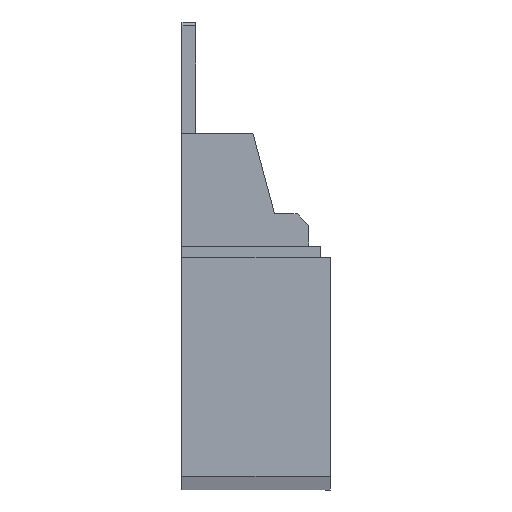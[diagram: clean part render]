
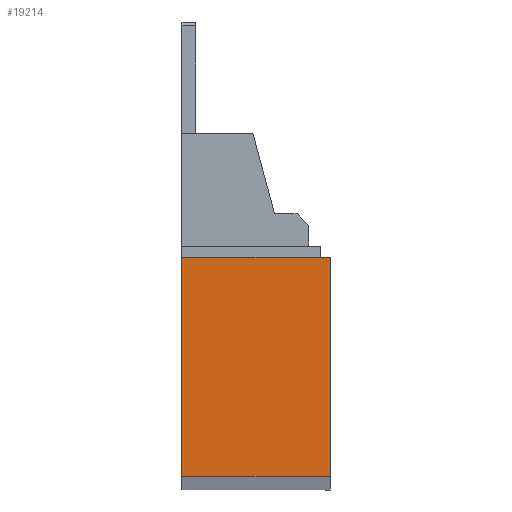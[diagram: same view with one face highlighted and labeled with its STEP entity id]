
A CAD part, top view. The second image highlights one B-rep face of the part: STEP entity #19214.
In plain terms, the highlighted planar face has unit normal (0, 0, 1).
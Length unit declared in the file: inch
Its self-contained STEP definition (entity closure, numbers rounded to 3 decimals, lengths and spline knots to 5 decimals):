
#479 = DIRECTION ( 'NONE',  ( 1., 0., 0. ) ) ;
#1181 = ORIENTED_EDGE ( 'NONE', *, *, #6272, .F. ) ;
#1253 = VERTEX_POINT ( 'NONE', #5919 ) ;
#1567 = VECTOR ( 'NONE', #26970, 39.37008 ) ;
#2916 = FACE_OUTER_BOUND ( 'NONE', #10202, .T. ) ;
#4211 = ORIENTED_EDGE ( 'NONE', *, *, #6098, .T. ) ;
#4745 = VECTOR ( 'NONE', #13397, 39.37008 ) ;
#5208 = PLANE ( 'NONE',  #9675 ) ;
#5612 = CARTESIAN_POINT ( 'NONE',  ( 0.1458, -0.78829, 3.68342 ) ) ;
#5919 = CARTESIAN_POINT ( 'NONE',  ( 0.1458, -1.34931, 3.68342 ) ) ;
#6098 = EDGE_CURVE ( 'NONE', #19285, #1253, #16063, .T. ) ;
#6272 = EDGE_CURVE ( 'NONE', #21737, #10181, #17193, .T. ) ;
#7906 = CARTESIAN_POINT ( 'NONE',  ( -0.61404, -0.22726, 3.68342 ) ) ;
#8669 = LINE ( 'NONE', #5612, #4745 ) ;
#9675 = AXIS2_PLACEMENT_3D ( 'NONE', #15266, #12828, #479 ) ;
#10181 = VERTEX_POINT ( 'NONE', #30441 ) ;
#10202 = EDGE_LOOP ( 'NONE', ( #18076, #1181, #26377, #4211 ) ) ;
#10376 = VECTOR ( 'NONE', #11595, 39.37008 ) ;
#11595 = DIRECTION ( 'NONE',  ( 0., 1., 0. ) ) ;
#11992 = CARTESIAN_POINT ( 'NONE',  ( -0.61404, -0.22726, 3.68342 ) ) ;
#12828 = DIRECTION ( 'NONE',  ( 0., 0., 1. ) ) ;
#13397 = DIRECTION ( 'NONE',  ( 0., 1., 0. ) ) ;
#15266 = CARTESIAN_POINT ( 'NONE',  ( -0.23412, -0.78829, 3.68342 ) ) ;
#16063 = LINE ( 'NONE', #25831, #20264 ) ;
#17193 = LINE ( 'NONE', #11992, #1567 ) ;
#18076 = ORIENTED_EDGE ( 'NONE', *, *, #21195, .T. ) ;
#18678 = CARTESIAN_POINT ( 'NONE',  ( -0.61404, -1.34931, 3.68342 ) ) ;
#19214 = ADVANCED_FACE ( 'NONE', ( #2916 ), #5208, .T. ) ;
#19285 = VERTEX_POINT ( 'NONE', #18678 ) ;
#20264 = VECTOR ( 'NONE', #21106, 39.37008 ) ;
#21106 = DIRECTION ( 'NONE',  ( 1., 0., 0. ) ) ;
#21195 = EDGE_CURVE ( 'NONE', #1253, #10181, #8669, .T. ) ;
#21737 = VERTEX_POINT ( 'NONE', #7906 ) ;
#23630 = LINE ( 'NONE', #26408, #10376 ) ;
#25831 = CARTESIAN_POINT ( 'NONE',  ( -0.23412, -1.34931, 3.68342 ) ) ;
#26377 = ORIENTED_EDGE ( 'NONE', *, *, #30080, .F. ) ;
#26408 = CARTESIAN_POINT ( 'NONE',  ( -0.61404, -1.34931, 3.68342 ) ) ;
#26970 = DIRECTION ( 'NONE',  ( 1., 0., 0. ) ) ;
#30080 = EDGE_CURVE ( 'NONE', #19285, #21737, #23630, .T. ) ;
#30441 = CARTESIAN_POINT ( 'NONE',  ( 0.1458, -0.22726, 3.68342 ) ) ;
